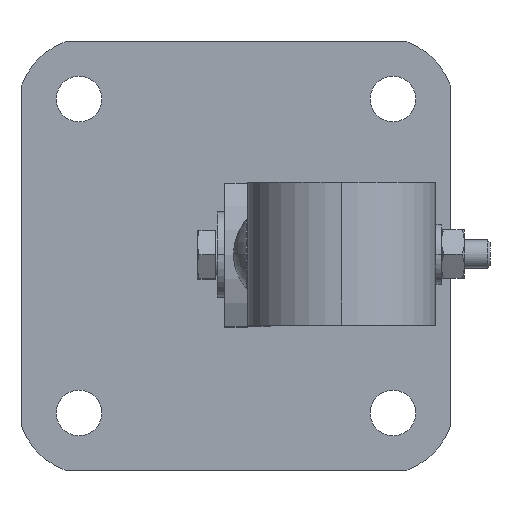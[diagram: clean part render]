
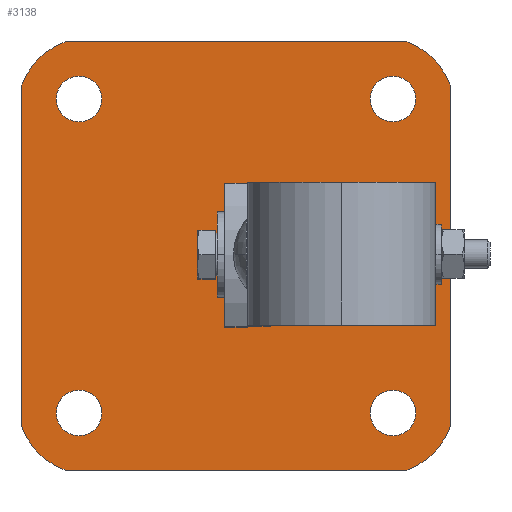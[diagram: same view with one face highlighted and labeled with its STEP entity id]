
A CAD part, top view. The second image highlights one B-rep face of the part: STEP entity #3138.
In plain terms, the highlighted planar face has unit normal (0, 0, 1).
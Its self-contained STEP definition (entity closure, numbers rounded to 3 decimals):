
#56 = VERTEX_POINT ( 'NONE', #2450 ) ;
#158 = ORIENTED_EDGE ( 'NONE', *, *, #3753, .F. ) ;
#272 = DIRECTION ( 'NONE',  ( 1., 0., 0. ) ) ;
#304 = CARTESIAN_POINT ( 'NONE',  ( 28., 130., 8. ) ) ;
#329 = AXIS2_PLACEMENT_3D ( 'NONE', #5444, #9189, #3717 ) ;
#341 = CARTESIAN_POINT ( 'NONE',  ( 130., 20., 8. ) ) ;
#415 = VERTEX_POINT ( 'NONE', #4529 ) ;
#528 = FACE_BOUND ( 'NONE', #8305, .T. ) ;
#585 = DIRECTION ( 'NONE',  ( 1., 0., 0. ) ) ;
#768 = DIRECTION ( 'NONE',  ( -1., 0., 0. ) ) ;
#770 = EDGE_LOOP ( 'NONE', ( #9835, #10205, #2372, #2853, #5757, #2850, #2285, #1098 ) ) ;
#801 = AXIS2_PLACEMENT_3D ( 'NONE', #4060, #9723, #585 ) ;
#891 = ORIENTED_EDGE ( 'NONE', *, *, #3020, .F. ) ;
#1098 = ORIENTED_EDGE ( 'NONE', *, *, #3914, .T. ) ;
#1217 = VECTOR ( 'NONE', #768, 1000. ) ;
#1254 = DIRECTION ( 'NONE',  ( 0., 0., 1. ) ) ;
#1624 = DIRECTION ( 'NONE',  ( -1., 0., 0. ) ) ;
#1687 = DIRECTION ( 'NONE',  ( 0., 0., 1. ) ) ;
#1753 = CIRCLE ( 'NONE', #801, 25. ) ;
#1756 = DIRECTION ( 'NONE',  ( 0., -1., 0. ) ) ;
#1933 = CIRCLE ( 'NONE', #7283, 8. ) ;
#1949 = CARTESIAN_POINT ( 'NONE',  ( 150., 150., 8. ) ) ;
#2005 = VECTOR ( 'NONE', #3587, 1000. ) ;
#2073 = DIRECTION ( 'NONE',  ( 0., 0., 1. ) ) ;
#2119 = EDGE_CURVE ( 'NONE', #9341, #11660, #10291, .T. ) ;
#2240 = AXIS2_PLACEMENT_3D ( 'NONE', #10964, #9905, #4441 ) ;
#2285 = ORIENTED_EDGE ( 'NONE', *, *, #5881, .F. ) ;
#2372 = ORIENTED_EDGE ( 'NONE', *, *, #3294, .F. ) ;
#2377 = DIRECTION ( 'NONE',  ( 0., 0., 1. ) ) ;
#2450 = CARTESIAN_POINT ( 'NONE',  ( 150., 15.105, 8. ) ) ;
#2501 = VERTEX_POINT ( 'NONE', #6837 ) ;
#2512 = VERTEX_POINT ( 'NONE', #8506 ) ;
#2731 = DIRECTION ( 'NONE',  ( 1., 0., 0. ) ) ;
#2847 = CARTESIAN_POINT ( 'NONE',  ( 138., 20., 8. ) ) ;
#2850 = ORIENTED_EDGE ( 'NONE', *, *, #9188, .T. ) ;
#2853 = ORIENTED_EDGE ( 'NONE', *, *, #4430, .T. ) ;
#2912 = AXIS2_PLACEMENT_3D ( 'NONE', #7081, #5235, #7990 ) ;
#2916 = ORIENTED_EDGE ( 'NONE', *, *, #10998, .F. ) ;
#2958 = AXIS2_PLACEMENT_3D ( 'NONE', #9485, #1254, #8558 ) ;
#3020 = EDGE_CURVE ( 'NONE', #415, #9548, #4844, .T. ) ;
#3035 = CARTESIAN_POINT ( 'NONE',  ( 138., 130., 8. ) ) ;
#3118 = VERTEX_POINT ( 'NONE', #10499 ) ;
#3138 = ADVANCED_FACE ( 'NONE', ( #6129, #7824, #9643, #528, #4195 ), #5126, .T. ) ;
#3294 = EDGE_CURVE ( 'NONE', #2512, #3118, #5891, .T. ) ;
#3440 = CARTESIAN_POINT ( 'NONE',  ( 0., 150., 8. ) ) ;
#3573 = DIRECTION ( 'NONE',  ( 0., 0., 1. ) ) ;
#3587 = DIRECTION ( 'NONE',  ( 1., 0., 0. ) ) ;
#3654 = EDGE_CURVE ( 'NONE', #7836, #4977, #3703, .T. ) ;
#3703 = LINE ( 'NONE', #1949, #1217 ) ;
#3717 = DIRECTION ( 'NONE',  ( 1., 0., 0. ) ) ;
#3753 = EDGE_CURVE ( 'NONE', #11660, #9341, #3901, .T. ) ;
#3768 = VERTEX_POINT ( 'NONE', #5663 ) ;
#3805 = CARTESIAN_POINT ( 'NONE',  ( 122., 20., 8. ) ) ;
#3815 = DIRECTION ( 'NONE',  ( 1., 0., 0. ) ) ;
#3901 = CIRCLE ( 'NONE', #10229, 8. ) ;
#3914 = EDGE_CURVE ( 'NONE', #6878, #7836, #10433, .T. ) ;
#3949 = DIRECTION ( 'NONE',  ( 0., 0., 1. ) ) ;
#4047 = EDGE_CURVE ( 'NONE', #9567, #2501, #4533, .T. ) ;
#4050 = CARTESIAN_POINT ( 'NONE',  ( 134.895, 0., 8. ) ) ;
#4060 = CARTESIAN_POINT ( 'NONE',  ( 126.464, 23.536, 8. ) ) ;
#4181 = CARTESIAN_POINT ( 'NONE',  ( 0., 0., 8. ) ) ;
#4195 = FACE_OUTER_BOUND ( 'NONE', #770, .T. ) ;
#4272 = AXIS2_PLACEMENT_3D ( 'NONE', #3440, #10780, #7267 ) ;
#4327 = VERTEX_POINT ( 'NONE', #5141 ) ;
#4430 = EDGE_CURVE ( 'NONE', #2512, #3768, #6613, .T. ) ;
#4433 = CARTESIAN_POINT ( 'NONE',  ( 0., 0., 8. ) ) ;
#4441 = DIRECTION ( 'NONE',  ( 1., 0., 0. ) ) ;
#4529 = CARTESIAN_POINT ( 'NONE',  ( 12., 130., 8. ) ) ;
#4533 = CIRCLE ( 'NONE', #2958, 8. ) ;
#4710 = EDGE_CURVE ( 'NONE', #7199, #4327, #9153, .T. ) ;
#4724 = CARTESIAN_POINT ( 'NONE',  ( 20., 20., 8. ) ) ;
#4844 = CIRCLE ( 'NONE', #9237, 8. ) ;
#4977 = VERTEX_POINT ( 'NONE', #9889 ) ;
#5007 = DIRECTION ( 'NONE',  ( 0., 1., 0. ) ) ;
#5126 = PLANE ( 'NONE',  #4272 ) ;
#5141 = CARTESIAN_POINT ( 'NONE',  ( 12., 20., 8. ) ) ;
#5216 = EDGE_CURVE ( 'NONE', #3768, #10167, #5364, .T. ) ;
#5228 = DIRECTION ( 'NONE',  ( 1., 0., 0. ) ) ;
#5235 = DIRECTION ( 'NONE',  ( 0., 0., 1. ) ) ;
#5336 = CARTESIAN_POINT ( 'NONE',  ( 23.536, 126.464, 8. ) ) ;
#5364 = LINE ( 'NONE', #4433, #2005 ) ;
#5444 = CARTESIAN_POINT ( 'NONE',  ( 20., 20., 8. ) ) ;
#5663 = CARTESIAN_POINT ( 'NONE',  ( 15.105, 0., 8. ) ) ;
#5757 = ORIENTED_EDGE ( 'NONE', *, *, #5216, .T. ) ;
#5881 = EDGE_CURVE ( 'NONE', #6878, #56, #6301, .T. ) ;
#5891 = LINE ( 'NONE', #4181, #9066 ) ;
#6129 = FACE_BOUND ( 'NONE', #7234, .T. ) ;
#6301 = LINE ( 'NONE', #9992, #8171 ) ;
#6587 = CIRCLE ( 'NONE', #7949, 25. ) ;
#6613 = CIRCLE ( 'NONE', #2240, 25. ) ;
#6837 = CARTESIAN_POINT ( 'NONE',  ( 122., 130., 8. ) ) ;
#6878 = VERTEX_POINT ( 'NONE', #9749 ) ;
#7081 = CARTESIAN_POINT ( 'NONE',  ( 126.464, 126.464, 8. ) ) ;
#7199 = VERTEX_POINT ( 'NONE', #8596 ) ;
#7234 = EDGE_LOOP ( 'NONE', ( #11436, #158 ) ) ;
#7267 = DIRECTION ( 'NONE',  ( 1., 0., 0. ) ) ;
#7283 = AXIS2_PLACEMENT_3D ( 'NONE', #8378, #9322, #2731 ) ;
#7590 = AXIS2_PLACEMENT_3D ( 'NONE', #4724, #10251, #272 ) ;
#7647 = DIRECTION ( 'NONE',  ( 1., 0., 0. ) ) ;
#7824 = FACE_BOUND ( 'NONE', #9566, .T. ) ;
#7836 = VERTEX_POINT ( 'NONE', #8296 ) ;
#7945 = DIRECTION ( 'NONE',  ( 1., 0., 0. ) ) ;
#7949 = AXIS2_PLACEMENT_3D ( 'NONE', #5336, #1687, #1624 ) ;
#7990 = DIRECTION ( 'NONE',  ( 1., 0., 0. ) ) ;
#8038 = CARTESIAN_POINT ( 'NONE',  ( 130., 20., 8. ) ) ;
#8171 = VECTOR ( 'NONE', #1756, 1000. ) ;
#8288 = EDGE_CURVE ( 'NONE', #2501, #9567, #1933, .T. ) ;
#8296 = CARTESIAN_POINT ( 'NONE',  ( 134.895, 150., 8. ) ) ;
#8305 = EDGE_LOOP ( 'NONE', ( #2916, #10292 ) ) ;
#8378 = CARTESIAN_POINT ( 'NONE',  ( 130., 130., 8. ) ) ;
#8506 = CARTESIAN_POINT ( 'NONE',  ( 0., 15.105, 8. ) ) ;
#8558 = DIRECTION ( 'NONE',  ( 1., 0., 0. ) ) ;
#8596 = CARTESIAN_POINT ( 'NONE',  ( 28., 20., 8. ) ) ;
#9066 = VECTOR ( 'NONE', #5007, 1000. ) ;
#9153 = CIRCLE ( 'NONE', #329, 8. ) ;
#9188 = EDGE_CURVE ( 'NONE', #10167, #56, #1753, .T. ) ;
#9189 = DIRECTION ( 'NONE',  ( 0., 0., 1. ) ) ;
#9237 = AXIS2_PLACEMENT_3D ( 'NONE', #10325, #2073, #3815 ) ;
#9322 = DIRECTION ( 'NONE',  ( 0., 0., 1. ) ) ;
#9327 = AXIS2_PLACEMENT_3D ( 'NONE', #8038, #3573, #5228 ) ;
#9341 = VERTEX_POINT ( 'NONE', #3805 ) ;
#9485 = CARTESIAN_POINT ( 'NONE',  ( 130., 130., 8. ) ) ;
#9548 = VERTEX_POINT ( 'NONE', #304 ) ;
#9566 = EDGE_LOOP ( 'NONE', ( #891, #10408 ) ) ;
#9567 = VERTEX_POINT ( 'NONE', #3035 ) ;
#9643 = FACE_BOUND ( 'NONE', #9932, .T. ) ;
#9723 = DIRECTION ( 'NONE',  ( 0., 0., 1. ) ) ;
#9728 = CARTESIAN_POINT ( 'NONE',  ( 20., 130., 8. ) ) ;
#9749 = CARTESIAN_POINT ( 'NONE',  ( 150., 134.895, 8. ) ) ;
#9835 = ORIENTED_EDGE ( 'NONE', *, *, #3654, .T. ) ;
#9889 = CARTESIAN_POINT ( 'NONE',  ( 15.105, 150., 8. ) ) ;
#9905 = DIRECTION ( 'NONE',  ( 0., 0., 1. ) ) ;
#9906 = ORIENTED_EDGE ( 'NONE', *, *, #8288, .F. ) ;
#9909 = AXIS2_PLACEMENT_3D ( 'NONE', #9728, #2377, #7945 ) ;
#9932 = EDGE_LOOP ( 'NONE', ( #9906, #11218 ) ) ;
#9992 = CARTESIAN_POINT ( 'NONE',  ( 150., 150., 8. ) ) ;
#10167 = VERTEX_POINT ( 'NONE', #4050 ) ;
#10205 = ORIENTED_EDGE ( 'NONE', *, *, #10527, .T. ) ;
#10229 = AXIS2_PLACEMENT_3D ( 'NONE', #341, #3949, #7647 ) ;
#10251 = DIRECTION ( 'NONE',  ( 0., 0., 1. ) ) ;
#10291 = CIRCLE ( 'NONE', #9327, 8. ) ;
#10292 = ORIENTED_EDGE ( 'NONE', *, *, #4710, .F. ) ;
#10325 = CARTESIAN_POINT ( 'NONE',  ( 20., 130., 8. ) ) ;
#10408 = ORIENTED_EDGE ( 'NONE', *, *, #10818, .F. ) ;
#10433 = CIRCLE ( 'NONE', #2912, 25. ) ;
#10499 = CARTESIAN_POINT ( 'NONE',  ( 0., 134.895, 8. ) ) ;
#10527 = EDGE_CURVE ( 'NONE', #4977, #3118, #6587, .T. ) ;
#10780 = DIRECTION ( 'NONE',  ( 0., 0., 1. ) ) ;
#10818 = EDGE_CURVE ( 'NONE', #9548, #415, #11431, .T. ) ;
#10964 = CARTESIAN_POINT ( 'NONE',  ( 23.536, 23.536, 8. ) ) ;
#10998 = EDGE_CURVE ( 'NONE', #4327, #7199, #11048, .T. ) ;
#11048 = CIRCLE ( 'NONE', #7590, 8. ) ;
#11218 = ORIENTED_EDGE ( 'NONE', *, *, #4047, .F. ) ;
#11431 = CIRCLE ( 'NONE', #9909, 8. ) ;
#11436 = ORIENTED_EDGE ( 'NONE', *, *, #2119, .F. ) ;
#11660 = VERTEX_POINT ( 'NONE', #2847 ) ;
